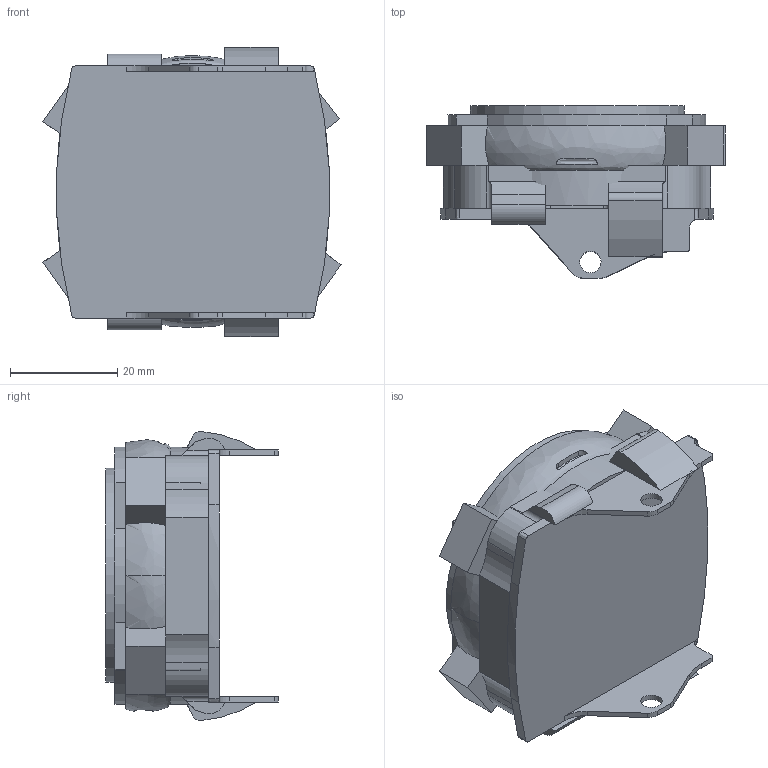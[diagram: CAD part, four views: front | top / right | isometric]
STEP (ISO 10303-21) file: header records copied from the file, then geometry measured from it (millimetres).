
FILE_DESCRIPTION(/* description */ (''),/* implementation_level */ '2;1');
FILE_NAME(/* name */ 'Twyst v2 v1.step',/* time_stamp */ '2025-10-22T20:48:26+03:00',/* author */ (''),/* organization */ (''),/* preprocessor_version */ 'ST-DEVELOPER v20.1',/* originating_system */ 'Autodesk Translation Framework v14.17.0.0',/* authorisation */ '');
FILE_SCHEMA (('AUTOMOTIVE_DESIGN { 1 0 10303 214 3 1 1 }'));
Length unit declared in the file: millimetre
Products named in the file (5): Twyst v2; Smartwatch; Arms; Clock; clock_1
Assembly tree (4 placements, depth 4):
  Twyst v2
    Smartwatch
      Arms
      Clock
        clock_1
Bounding box: 55.63 x 32.18 x 53.89 mm (x, y, z)
Volume: 20575.1 mm3; surface area: 23766 mm2
Topology: 5 solids, 5 shells, 183 faces, 515 edges, 345 vertices
Faces by surface type: plane 99, cylinder 69, bspline 15
Full cylindrical faces by diameter (mm): 1.1 x1, 4 x2, 35 x1, 39.89 x1
Entity records: 7166 total; most frequent: CARTESIAN_POINT 2389, ORIENTED_EDGE 1030, DIRECTION 909, EDGE_CURVE 515, VERTEX_POINT 345, AXIS2_PLACEMENT_3D 306, LINE 297, VECTOR 297
